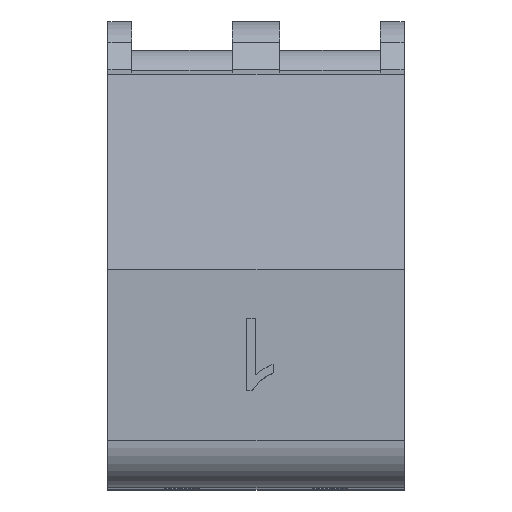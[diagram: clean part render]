
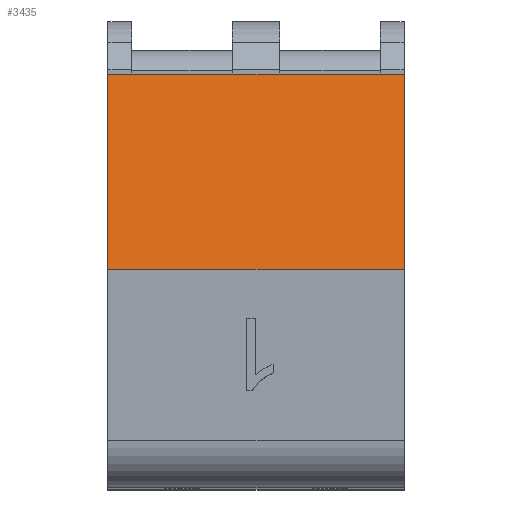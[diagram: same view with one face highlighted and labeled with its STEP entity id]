
A CAD part, top view. The second image highlights one B-rep face of the part: STEP entity #3435.
In plain terms, the highlighted planar face has unit normal (0, 0.174, 0.985).
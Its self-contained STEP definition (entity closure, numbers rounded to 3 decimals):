
#2682=CARTESIAN_POINT('',(12.5,35.,58.273));
#2683=VERTEX_POINT('',#2682);
#2690=CARTESIAN_POINT('',(12.5,18.4,61.2));
#2691=VERTEX_POINT('',#2690);
#2692=CARTESIAN_POINT('',(12.5,18.4,61.2));
#2693=DIRECTION('',(0.0,0.985,-0.174));
#2694=VECTOR('',#2693,16.856);
#2695=LINE('',#2692,#2694);
#2696=EDGE_CURVE('',#2691,#2683,#2695,.T.);
#3171=CARTESIAN_POINT('',(-12.5,18.4,61.2));
#3172=VERTEX_POINT('',#3171);
#3179=CARTESIAN_POINT('',(-12.5,35.,58.273));
#3180=VERTEX_POINT('',#3179);
#3181=CARTESIAN_POINT('',(-12.5,35.,58.273));
#3182=DIRECTION('',(0.0,-0.985,0.174));
#3183=VECTOR('',#3182,16.856);
#3184=LINE('',#3181,#3183);
#3185=EDGE_CURVE('',#3180,#3172,#3184,.T.);
#3414=CARTESIAN_POINT('',(0.0,18.4,61.2));
#3415=DIRECTION('',(0.0,0.174,0.985));
#3416=DIRECTION('',(1.0,0.0,0.0));
#3417=AXIS2_PLACEMENT_3D('',#3414,#3415,#3416);
#3418=PLANE('',#3417);
#3419=ORIENTED_EDGE('',*,*,#2696,.T.);
#3420=CARTESIAN_POINT('',(-12.5,35.,58.273));
#3421=DIRECTION('',(1.0,0.0,0.0));
#3422=VECTOR('',#3421,25.0);
#3423=LINE('',#3420,#3422);
#3424=EDGE_CURVE('',#3180,#2683,#3423,.T.);
#3425=ORIENTED_EDGE('',*,*,#3424,.F.);
#3426=ORIENTED_EDGE('',*,*,#3185,.T.);
#3427=CARTESIAN_POINT('',(-12.5,18.4,61.2));
#3428=DIRECTION('',(1.0,0.0,0.0));
#3429=VECTOR('',#3428,25.0);
#3430=LINE('',#3427,#3429);
#3431=EDGE_CURVE('',#3172,#2691,#3430,.T.);
#3432=ORIENTED_EDGE('',*,*,#3431,.T.);
#3433=EDGE_LOOP('',(#3419,#3425,#3426,#3432));
#3434=FACE_OUTER_BOUND('',#3433,.T.);
#3435=ADVANCED_FACE('',(#3434),#3418,.T.);
